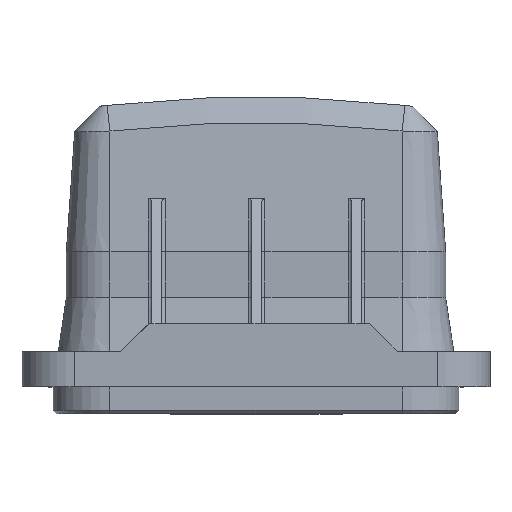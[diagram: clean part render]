
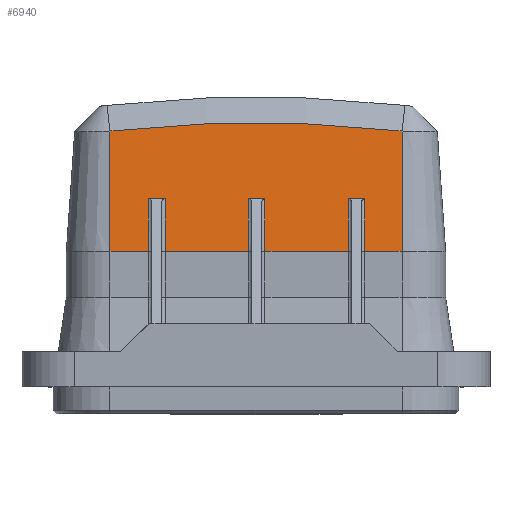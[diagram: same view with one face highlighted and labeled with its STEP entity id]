
A CAD part, top view. The second image highlights one B-rep face of the part: STEP entity #6940.
In plain terms, the highlighted planar face has unit normal (0, 0.07, 0.998).
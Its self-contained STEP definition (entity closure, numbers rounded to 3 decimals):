
#1244=DIRECTION('',(1.,0.,0.));
#1245=VECTOR('',#1244,5.816);
#1246=CARTESIAN_POINT('',(-22.098,1.052,12.962));
#1247=LINE('',#1246,#1245);
#1291=DIRECTION('',(0.,0.998,-0.07));
#1292=VECTOR('',#1291,7.999);
#1293=CARTESIAN_POINT('',(-16.282,1.052,12.962));
#1294=LINE('',#1293,#1292);
#1295=CARTESIAN_POINT('',(-22.098,19.283,11.687));
#1296=CARTESIAN_POINT('',(-18.427,19.697,11.658));
#1297=CARTESIAN_POINT('',(-11.074,20.317,11.615));
#1298=CARTESIAN_POINT('',(0.,20.629,11.593));
#1299=CARTESIAN_POINT('',(11.074,20.317,11.615));
#1300=CARTESIAN_POINT('',(18.427,19.697,11.658));
#1301=CARTESIAN_POINT('',(22.098,19.283,11.687));
#1303=DIRECTION('',(-1.,0.,0.));
#1304=VECTOR('',#1303,2.515);
#1305=CARTESIAN_POINT('',(16.484,9.032,12.404));
#1306=LINE('',#1305,#1304);
#1307=DIRECTION('',(-1.,0.,0.));
#1308=VECTOR('',#1307,2.515);
#1309=CARTESIAN_POINT('',(1.358,9.032,12.404));
#1310=LINE('',#1309,#1308);
#1311=DIRECTION('',(-1.,0.,0.));
#1312=VECTOR('',#1311,2.515);
#1313=CARTESIAN_POINT('',(-13.767,9.032,12.404));
#1314=LINE('',#1313,#1312);
#1327=DIRECTION('',(0.,-0.998,0.07));
#1328=VECTOR('',#1327,18.275);
#1329=CARTESIAN_POINT('',(-22.098,19.283,11.687));
#1330=LINE('',#1329,#1328);
#2745=DIRECTION('',(1.,0.,0.));
#2746=VECTOR('',#2745,5.614);
#2747=CARTESIAN_POINT('',(16.484,1.052,12.962));
#2748=LINE('',#2747,#2746);
#2790=DIRECTION('',(0.,0.998,-0.07));
#2791=VECTOR('',#2790,18.275);
#2792=CARTESIAN_POINT('',(22.098,1.052,12.962));
#2793=LINE('',#2792,#2791);
#3134=DIRECTION('',(0.,-0.998,0.07));
#3135=VECTOR('',#3134,7.999);
#3136=CARTESIAN_POINT('',(16.484,9.032,12.404));
#3137=LINE('',#3136,#3135);
#3250=DIRECTION('',(0.,-0.998,0.07));
#3251=VECTOR('',#3250,7.999);
#3252=CARTESIAN_POINT('',(1.358,9.032,12.404));
#3253=LINE('',#3252,#3251);
#3278=DIRECTION('',(1.,0.,0.));
#3279=VECTOR('',#3278,12.611);
#3280=CARTESIAN_POINT('',(1.358,1.052,12.962));
#3281=LINE('',#3280,#3279);
#3464=DIRECTION('',(0.,0.998,-0.07));
#3465=VECTOR('',#3464,7.999);
#3466=CARTESIAN_POINT('',(13.97,1.052,12.962));
#3467=LINE('',#3466,#3465);
#3632=DIRECTION('',(1.,0.,0.));
#3633=VECTOR('',#3632,12.611);
#3634=CARTESIAN_POINT('',(-13.767,1.052,12.962));
#3635=LINE('',#3634,#3633);
#3652=DIRECTION('',(0.,-0.998,0.07));
#3653=VECTOR('',#3652,7.999);
#3654=CARTESIAN_POINT('',(-13.767,9.032,12.404));
#3655=LINE('',#3654,#3653);
#3682=DIRECTION('',(0.,0.998,-0.07));
#3683=VECTOR('',#3682,7.999);
#3684=CARTESIAN_POINT('',(-1.156,1.052,12.962));
#3685=LINE('',#3684,#3683);
#4941=CARTESIAN_POINT('',(22.098,1.052,12.962));
#4942=VERTEX_POINT('',#4941);
#4944=CARTESIAN_POINT('',(-1.156,1.052,12.962));
#4946=VERTEX_POINT('',#4944);
#4949=CARTESIAN_POINT('',(-13.767,1.052,12.962));
#4950=VERTEX_POINT('',#4949);
#4952=CARTESIAN_POINT('',(13.97,1.052,12.962));
#4954=VERTEX_POINT('',#4952);
#4957=CARTESIAN_POINT('',(1.358,1.052,12.962));
#4958=VERTEX_POINT('',#4957);
#4959=CARTESIAN_POINT('',(16.484,1.052,12.962));
#4961=VERTEX_POINT('',#4959);
#4964=CARTESIAN_POINT('',(-16.282,1.052,12.962));
#4966=VERTEX_POINT('',#4964);
#4967=CARTESIAN_POINT('',(-22.098,1.052,12.962));
#4968=VERTEX_POINT('',#4967);
#5091=CARTESIAN_POINT('',(-16.282,9.032,12.404));
#5092=VERTEX_POINT('',#5091);
#5093=CARTESIAN_POINT('',(-22.098,19.283,11.687));
#5094=VERTEX_POINT('',#5093);
#5095=VERTEX_POINT('',#1301);
#5096=CARTESIAN_POINT('',(16.484,9.032,12.404));
#5097=VERTEX_POINT('',#5096);
#5098=CARTESIAN_POINT('',(13.97,9.032,12.404));
#5099=VERTEX_POINT('',#5098);
#5100=CARTESIAN_POINT('',(1.358,9.032,12.404));
#5101=VERTEX_POINT('',#5100);
#5102=CARTESIAN_POINT('',(-1.156,9.032,12.404));
#5103=VERTEX_POINT('',#5102);
#5104=CARTESIAN_POINT('',(-13.767,9.032,12.404));
#5105=VERTEX_POINT('',#5104);
#6903=CARTESIAN_POINT('',(22.098,1.052,12.962));
#6904=DIRECTION('',(0.,0.07,0.998));
#6905=DIRECTION('',(0.,0.998,-0.07));
#6906=AXIS2_PLACEMENT_3D('',#6903,#6904,#6905);
#6907=PLANE('',#6906);
#6908=ORIENTED_EDGE('',*,*,#6896,.F.);
#6909=ORIENTED_EDGE('',*,*,#6843,.F.);
#6911=ORIENTED_EDGE('',*,*,#6910,.F.);
#6913=ORIENTED_EDGE('',*,*,#6912,.T.);
#6915=ORIENTED_EDGE('',*,*,#6914,.F.);
#6917=ORIENTED_EDGE('',*,*,#6916,.F.);
#6919=ORIENTED_EDGE('',*,*,#6918,.F.);
#6921=ORIENTED_EDGE('',*,*,#6920,.T.);
#6923=ORIENTED_EDGE('',*,*,#6922,.F.);
#6925=ORIENTED_EDGE('',*,*,#6924,.F.);
#6927=ORIENTED_EDGE('',*,*,#6926,.F.);
#6929=ORIENTED_EDGE('',*,*,#6928,.T.);
#6931=ORIENTED_EDGE('',*,*,#6930,.F.);
#6933=ORIENTED_EDGE('',*,*,#6932,.F.);
#6935=ORIENTED_EDGE('',*,*,#6934,.F.);
#6937=ORIENTED_EDGE('',*,*,#6936,.T.);
#6938=EDGE_LOOP('',(#6908,#6909,#6911,#6913,#6915,#6917,#6919,#6921,#6923,#6925,
#6927,#6929,#6931,#6933,#6935,#6937));
#6939=FACE_OUTER_BOUND('',#6938,.F.);
#6940=ADVANCED_FACE('',(#6939),#6907,.T.);
#1302=B_SPLINE_CURVE_WITH_KNOTS('',3,(#1295,#1296,#1297,#1298,#1299,#1300,
#1301),.UNSPECIFIED.,.F.,.F.,(4,1,1,1,4),(0.,0.25,0.5,0.75,1.),
.UNSPECIFIED.);
#6843=EDGE_CURVE('',#4968,#4966,#1247,.T.);
#6896=EDGE_CURVE('',#4966,#5092,#1294,.T.);
#6910=EDGE_CURVE('',#5094,#4968,#1330,.T.);
#6912=EDGE_CURVE('',#5094,#5095,#1302,.T.);
#6914=EDGE_CURVE('',#4942,#5095,#2793,.T.);
#6916=EDGE_CURVE('',#4961,#4942,#2748,.T.);
#6918=EDGE_CURVE('',#5097,#4961,#3137,.T.);
#6920=EDGE_CURVE('',#5097,#5099,#1306,.T.);
#6922=EDGE_CURVE('',#4954,#5099,#3467,.T.);
#6924=EDGE_CURVE('',#4958,#4954,#3281,.T.);
#6926=EDGE_CURVE('',#5101,#4958,#3253,.T.);
#6928=EDGE_CURVE('',#5101,#5103,#1310,.T.);
#6930=EDGE_CURVE('',#4946,#5103,#3685,.T.);
#6932=EDGE_CURVE('',#4950,#4946,#3635,.T.);
#6934=EDGE_CURVE('',#5105,#4950,#3655,.T.);
#6936=EDGE_CURVE('',#5105,#5092,#1314,.T.);
